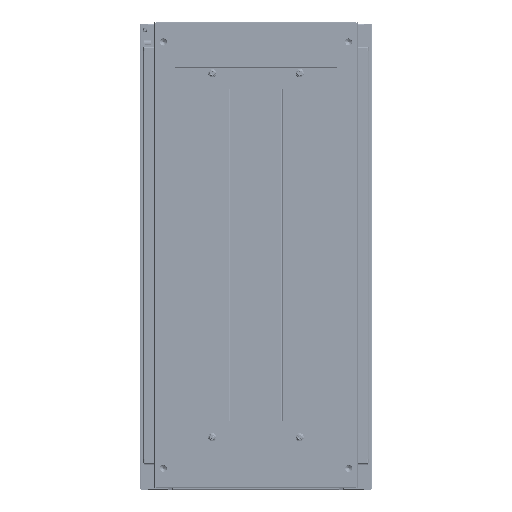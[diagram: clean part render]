
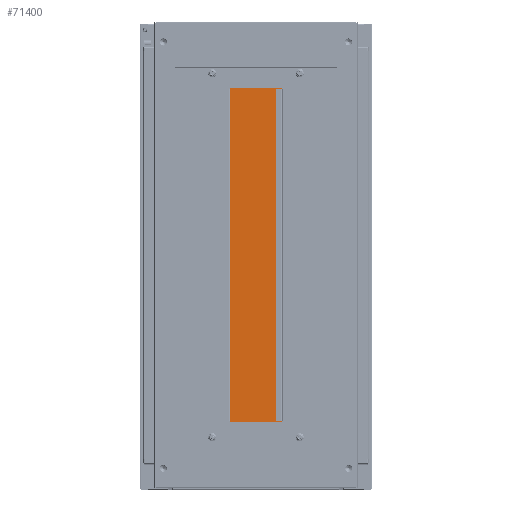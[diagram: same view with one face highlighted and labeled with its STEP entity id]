
A CAD part, top view. The second image highlights one B-rep face of the part: STEP entity #71400.
In plain terms, the highlighted face is planar.
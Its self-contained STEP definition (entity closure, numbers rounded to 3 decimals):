
#28 = CARTESIAN_POINT ( 'NONE',  ( 300., 49., 1.5 ) ) ;
#549 = CARTESIAN_POINT ( 'NONE',  ( 285., -49., 1.5 ) ) ;
#1040 = CARTESIAN_POINT ( 'NONE',  ( 285., -47.99, 1.5 ) ) ;
#2261 = DIRECTION ( 'NONE',  ( 0., -1., 0. ) ) ;
#2264 = CARTESIAN_POINT ( 'NONE',  ( -285., -48., 1.5 ) ) ;
#2276 = DIRECTION ( 'NONE',  ( 1., 0., 0. ) ) ;
#2282 = CARTESIAN_POINT ( 'NONE',  ( -300., -49., 1.5 ) ) ;
#2290 = DIRECTION ( 'NONE',  ( 0., 1., 0. ) ) ;
#2295 = CARTESIAN_POINT ( 'NONE',  ( 300., 49., 1.5 ) ) ;
#2303 = DIRECTION ( 'NONE',  ( -1., 0., 0. ) ) ;
#2306 = CARTESIAN_POINT ( 'NONE',  ( 285., -47.99, 1.5 ) ) ;
#2310 = DIRECTION ( 'NONE',  ( 0., -1., 0. ) ) ;
#2313 = CARTESIAN_POINT ( 'NONE',  ( 285., -48., 1.5 ) ) ;
#2321 = DIRECTION ( 'NONE',  ( 1., 0., 0. ) ) ;
#2324 = CARTESIAN_POINT ( 'NONE',  ( -300., -49., 1.5 ) ) ;
#2329 = DIRECTION ( 'NONE',  ( 0., -1., 0. ) ) ;
#2332 = CARTESIAN_POINT ( 'NONE',  ( -300., 49., 1.5 ) ) ;
#2353 = DIRECTION ( 'NONE',  ( -1., 0., 0. ) ) ;
#2385 = CARTESIAN_POINT ( 'NONE',  ( -300., 49., 1.5 ) ) ;
#9377 = VERTEX_POINT ( 'NONE', #125084 ) ;
#9691 = VERTEX_POINT ( 'NONE', #123522 ) ;
#10033 = VERTEX_POINT ( 'NONE', #122613 ) ;
#10100 = VERTEX_POINT ( 'NONE', #123443 ) ;
#10187 = VERTEX_POINT ( 'NONE', #1040 ) ;
#10416 = VERTEX_POINT ( 'NONE', #28 ) ;
#10486 = VERTEX_POINT ( 'NONE', #123891 ) ;
#10655 = VERTEX_POINT ( 'NONE', #549 ) ;
#16756 = CARTESIAN_POINT ( 'NONE',  ( -300., -49., 1.5 ) ) ;
#16773 = PLANE ( 'NONE',  #124775 ) ;
#16795 = DIRECTION ( 'NONE',  ( 0., 0., 1. ) ) ;
#16796 = DIRECTION ( 'NONE',  ( 1., 0., 0. ) ) ;
#18566 = ORIENTED_EDGE ( 'NONE', *, *, #25189, .T. ) ;
#18569 = ORIENTED_EDGE ( 'NONE', *, *, #25178, .T. ) ;
#18571 = ORIENTED_EDGE ( 'NONE', *, *, #25165, .T. ) ;
#18573 = ORIENTED_EDGE ( 'NONE', *, *, #25173, .T. ) ;
#18575 = ORIENTED_EDGE ( 'NONE', *, *, #25194, .T. ) ;
#18578 = ORIENTED_EDGE ( 'NONE', *, *, #25197, .F. ) ;
#19216 = ORIENTED_EDGE ( 'NONE', *, *, #25186, .F. ) ;
#19217 = ORIENTED_EDGE ( 'NONE', *, *, #25182, .T. ) ;
#25165 = EDGE_CURVE ( 'NONE', #10416, #10100, #92524, .T. ) ;
#25173 = EDGE_CURVE ( 'NONE', #10100, #10033, #92537, .T. ) ;
#25178 = EDGE_CURVE ( 'NONE', #10655, #9377, #92539, .T. ) ;
#25182 = EDGE_CURVE ( 'NONE', #10187, #10655, #92541, .T. ) ;
#25186 = EDGE_CURVE ( 'NONE', #10187, #10486, #92543, .T. ) ;
#25189 = EDGE_CURVE ( 'NONE', #9377, #10416, #92545, .T. ) ;
#25194 = EDGE_CURVE ( 'NONE', #10033, #9691, #92547, .T. ) ;
#25197 = EDGE_CURVE ( 'NONE', #10486, #9691, #92549, .T. ) ;
#57923 = FACE_OUTER_BOUND ( 'NONE', #62957, .T. ) ;
#62957 = EDGE_LOOP ( 'NONE', ( #19216, #19217, #18569, #18566, #18571, #18573, #18575, #18578 ) ) ;
#71400 = ADVANCED_FACE ( 'NONE', ( #57923 ), #16773, .T. ) ;
#92524 = LINE ( 'NONE', #2385, #92533 ) ;
#92533 = VECTOR ( 'NONE', #2353, 1000. ) ;
#92537 = LINE ( 'NONE', #2332, #92538 ) ;
#92538 = VECTOR ( 'NONE', #2329, 1000. ) ;
#92539 = LINE ( 'NONE', #2324, #92540 ) ;
#92540 = VECTOR ( 'NONE', #2321, 1000. ) ;
#92541 = LINE ( 'NONE', #2313, #92542 ) ;
#92542 = VECTOR ( 'NONE', #2310, 1000. ) ;
#92543 = LINE ( 'NONE', #2306, #92544 ) ;
#92544 = VECTOR ( 'NONE', #2303, 1000. ) ;
#92545 = LINE ( 'NONE', #2295, #92546 ) ;
#92546 = VECTOR ( 'NONE', #2290, 1000. ) ;
#92547 = LINE ( 'NONE', #2282, #92548 ) ;
#92548 = VECTOR ( 'NONE', #2276, 1000. ) ;
#92549 = LINE ( 'NONE', #2264, #92550 ) ;
#92550 = VECTOR ( 'NONE', #2261, 1000. ) ;
#122613 = CARTESIAN_POINT ( 'NONE',  ( -300., -49., 1.5 ) ) ;
#123443 = CARTESIAN_POINT ( 'NONE',  ( -300., 49., 1.5 ) ) ;
#123522 = CARTESIAN_POINT ( 'NONE',  ( -285., -49., 1.5 ) ) ;
#123891 = CARTESIAN_POINT ( 'NONE',  ( -285., -47.99, 1.5 ) ) ;
#124775 = AXIS2_PLACEMENT_3D ( 'NONE', #16756, #16795, #16796 ) ;
#125084 = CARTESIAN_POINT ( 'NONE',  ( 300., -49., 1.5 ) ) ;
